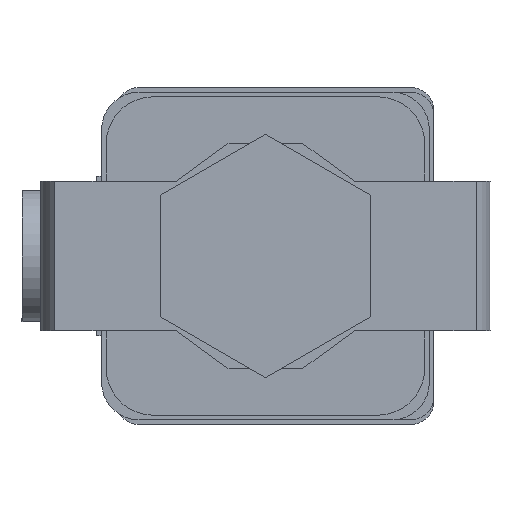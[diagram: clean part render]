
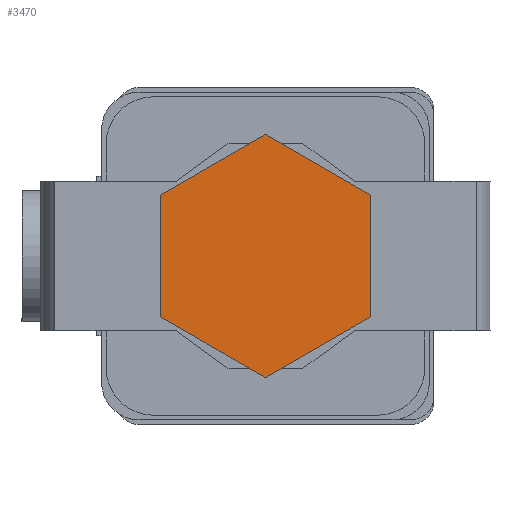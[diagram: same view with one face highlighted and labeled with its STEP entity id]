
A CAD part, front view. The second image highlights one B-rep face of the part: STEP entity #3470.
In plain terms, the highlighted planar face has unit normal (0, -1, 0).
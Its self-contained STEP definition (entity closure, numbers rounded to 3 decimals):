
#27 = EDGE_CURVE ( 'NONE', #1971, #1132, #1968, .T. ) ;
#73 = DIRECTION ( 'NONE',  ( 0.866, 0., 0.5 ) ) ;
#108 = VECTOR ( 'NONE', #3199, 1000. ) ;
#152 = CARTESIAN_POINT ( 'NONE',  ( 20.517, -148., 13. ) ) ;
#222 = PLANE ( 'NONE',  #2733 ) ;
#319 = CARTESIAN_POINT ( 'NONE',  ( -24.517, -148., -13. ) ) ;
#650 = CARTESIAN_POINT ( 'NONE',  ( -2., -148., -26. ) ) ;
#882 = VECTOR ( 'NONE', #1369, 1000. ) ;
#944 = EDGE_LOOP ( 'NONE', ( #1702, #3332, #2353, #3581, #3085, #3544 ) ) ;
#1132 = VERTEX_POINT ( 'NONE', #2402 ) ;
#1179 = VECTOR ( 'NONE', #2010, 1000. ) ;
#1302 = DIRECTION ( 'NONE',  ( -0.866, 0., 0.5 ) ) ;
#1303 = LINE ( 'NONE', #2489, #882 ) ;
#1369 = DIRECTION ( 'NONE',  ( 0., 0., 1. ) ) ;
#1391 = VERTEX_POINT ( 'NONE', #319 ) ;
#1402 = CARTESIAN_POINT ( 'NONE',  ( -47.033, -148., 0. ) ) ;
#1522 = VECTOR ( 'NONE', #2507, 1000. ) ;
#1557 = LINE ( 'NONE', #2163, #1936 ) ;
#1655 = EDGE_CURVE ( 'NONE', #1132, #1391, #3704, .T. ) ;
#1702 = ORIENTED_EDGE ( 'NONE', *, *, #27, .T. ) ;
#1869 = EDGE_CURVE ( 'NONE', #2275, #1910, #3385, .T. ) ;
#1887 = CARTESIAN_POINT ( 'NONE',  ( -2., -148., -26. ) ) ;
#1910 = VERTEX_POINT ( 'NONE', #2161 ) ;
#1936 = VECTOR ( 'NONE', #1302, 1000. ) ;
#1968 = LINE ( 'NONE', #3480, #1179 ) ;
#1971 = VERTEX_POINT ( 'NONE', #2443 ) ;
#2010 = DIRECTION ( 'NONE',  ( -0.866, 0., -0.5 ) ) ;
#2031 = EDGE_CURVE ( 'NONE', #1391, #2275, #2888, .T. ) ;
#2161 = CARTESIAN_POINT ( 'NONE',  ( 20.517, -148., -13. ) ) ;
#2163 = CARTESIAN_POINT ( 'NONE',  ( -2., -148., 26. ) ) ;
#2275 = VERTEX_POINT ( 'NONE', #1887 ) ;
#2353 = ORIENTED_EDGE ( 'NONE', *, *, #2031, .T. ) ;
#2402 = CARTESIAN_POINT ( 'NONE',  ( -24.517, -148., 13. ) ) ;
#2443 = CARTESIAN_POINT ( 'NONE',  ( -2., -148., 26. ) ) ;
#2489 = CARTESIAN_POINT ( 'NONE',  ( 20.517, -148., 13. ) ) ;
#2507 = DIRECTION ( 'NONE',  ( 0.866, 0., -0.5 ) ) ;
#2576 = DIRECTION ( 'NONE',  ( 0., 1., 0. ) ) ;
#2733 = AXIS2_PLACEMENT_3D ( 'NONE', #1402, #2576, #3765 ) ;
#2758 = EDGE_CURVE ( 'NONE', #1910, #3795, #1303, .T. ) ;
#2874 = FACE_OUTER_BOUND ( 'NONE', #944, .T. ) ;
#2888 = LINE ( 'NONE', #3757, #1522 ) ;
#3047 = VECTOR ( 'NONE', #73, 1000. ) ;
#3085 = ORIENTED_EDGE ( 'NONE', *, *, #2758, .T. ) ;
#3199 = DIRECTION ( 'NONE',  ( 0., 0., -1. ) ) ;
#3332 = ORIENTED_EDGE ( 'NONE', *, *, #1655, .T. ) ;
#3385 = LINE ( 'NONE', #650, #3047 ) ;
#3410 = CARTESIAN_POINT ( 'NONE',  ( -24.517, -148., 13. ) ) ;
#3470 = ADVANCED_FACE ( 'NONE', ( #2874 ), #222, .F. ) ;
#3480 = CARTESIAN_POINT ( 'NONE',  ( -2., -148., 26. ) ) ;
#3544 = ORIENTED_EDGE ( 'NONE', *, *, #3620, .T. ) ;
#3581 = ORIENTED_EDGE ( 'NONE', *, *, #1869, .T. ) ;
#3620 = EDGE_CURVE ( 'NONE', #3795, #1971, #1557, .T. ) ;
#3704 = LINE ( 'NONE', #3410, #108 ) ;
#3757 = CARTESIAN_POINT ( 'NONE',  ( -2., -148., -26. ) ) ;
#3765 = DIRECTION ( 'NONE',  ( 0., 0., 1. ) ) ;
#3795 = VERTEX_POINT ( 'NONE', #152 ) ;
